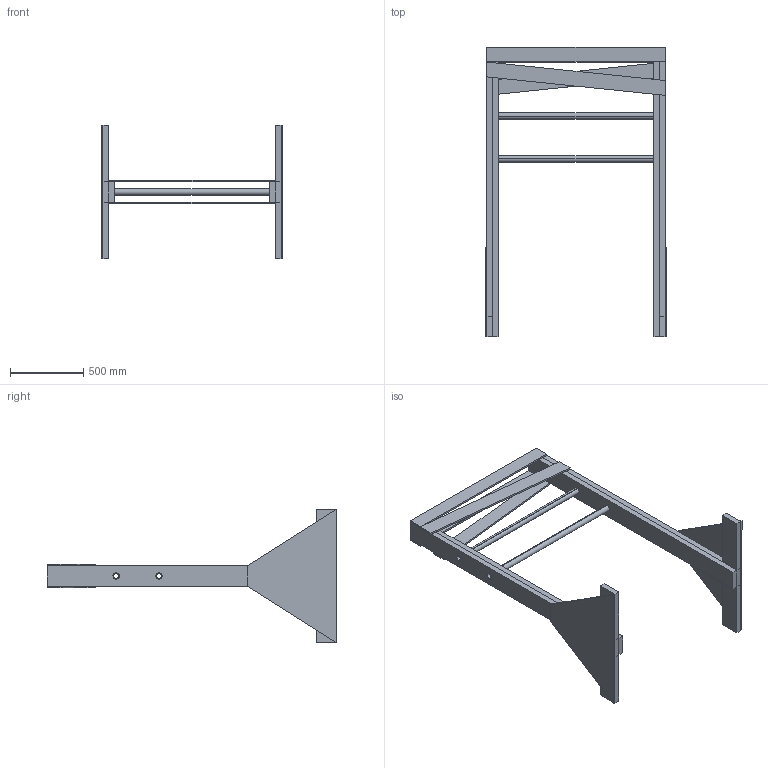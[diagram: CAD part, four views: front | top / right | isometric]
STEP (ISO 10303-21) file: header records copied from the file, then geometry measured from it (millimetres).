
FILE_DESCRIPTION (( 'STEP AP214' ), '1' );
FILE_NAME ('TE-22300.STEP', '2022-01-05T19:33:34', ( '' ), ( '' ), 'SwSTEP 2.0', 'SolidWorks 2019', '' );
FILE_SCHEMA (( 'AUTOMOTIVE_DESIGN' ));
Length unit declared in the file: inch
Products named in the file (9): TE-22301_right; TE-22306; TE-22307; TE-22305; TE-22304; TE-22301; TE-22302; TE-22303; TE-22300
Assembly tree (18 placements, depth 3):
  TE-22300
    TE-22301
      TE-22302  x2
      TE-22303
      TE-22305  x2
    TE-22301_right
      TE-22302  x2
      TE-22303
      TE-22305  x2
    TE-22304  x2
    TE-22306  x2
    TE-22307  x2
Bounding box: 1243.01 x 1981.2 x 914.4 mm (x, y, z)
Volume: 64589046.4 mm3; surface area: 6527121.4 mm2
Topology: 16 solids, 16 shells, 112 faces, 240 edges, 160 vertices
Faces by surface type: plane 88, cylinder 24
Entity records: 1536 total; most frequent: DIRECTION 226, CARTESIAN_POINT 203, ORIENTED_EDGE 168, EDGE_CURVE 84, AXIS2_PLACEMENT_3D 79, VECTOR 68, LINE 68, VERTEX_POINT 56
